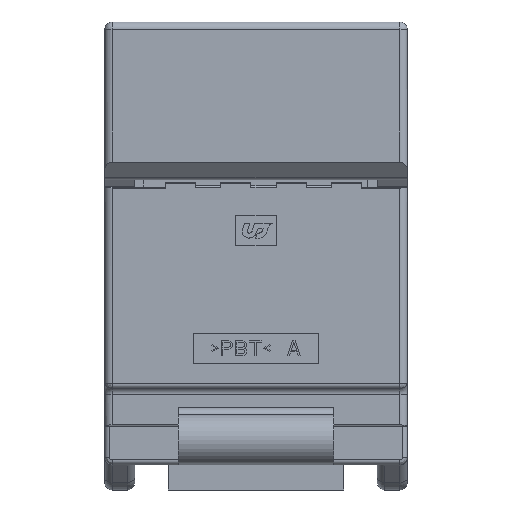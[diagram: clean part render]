
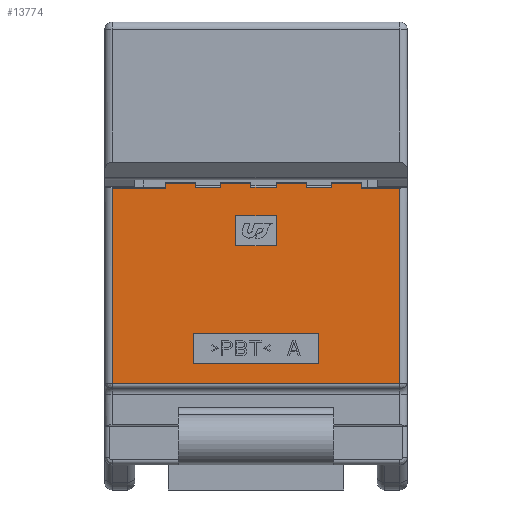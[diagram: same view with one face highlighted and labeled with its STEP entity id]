
A CAD part, front view. The second image highlights one B-rep face of the part: STEP entity #13774.
In plain terms, the highlighted planar face has unit normal (0, -1, 0).
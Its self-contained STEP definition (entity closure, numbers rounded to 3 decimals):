
#3579=DIRECTION('',(1.,0.,0.));
#3580=VECTOR('',#3579,5.);
#3581=CARTESIAN_POINT('',(-2.5,-2.15,-13.636));
#3582=LINE('',#3581,#3580);
#3583=DIRECTION('',(0.,0.,1.));
#3584=VECTOR('',#3583,1.2);
#3585=CARTESIAN_POINT('',(2.5,-2.15,-13.636));
#3586=LINE('',#3585,#3584);
#3587=DIRECTION('',(-1.,0.,0.));
#3588=VECTOR('',#3587,5.);
#3589=CARTESIAN_POINT('',(2.5,-2.15,-12.436));
#3590=LINE('',#3589,#3588);
#3591=DIRECTION('',(0.,0.,-1.));
#3592=VECTOR('',#3591,1.2);
#3593=CARTESIAN_POINT('',(-2.5,-2.15,-12.436));
#3594=LINE('',#3593,#3592);
#3595=DIRECTION('',(1.,0.,0.));
#3596=VECTOR('',#3595,1.6);
#3597=CARTESIAN_POINT('',(-0.8,-2.15,-8.936));
#3598=LINE('',#3597,#3596);
#3599=DIRECTION('',(0.,0.,1.));
#3600=VECTOR('',#3599,1.2);
#3601=CARTESIAN_POINT('',(0.8,-2.15,-8.936));
#3602=LINE('',#3601,#3600);
#3603=DIRECTION('',(-1.,0.,0.));
#3604=VECTOR('',#3603,1.6);
#3605=CARTESIAN_POINT('',(0.8,-2.15,-7.736));
#3606=LINE('',#3605,#3604);
#3607=DIRECTION('',(0.,0.,-1.));
#3608=VECTOR('',#3607,1.2);
#3609=CARTESIAN_POINT('',(-0.8,-2.15,-7.736));
#3610=LINE('',#3609,#3608);
#3987=DIRECTION('',(-1.,0.,0.));
#3988=VECTOR('',#3987,2.15);
#3989=CARTESIAN_POINT('',(-3.6,-2.15,-6.65));
#3990=LINE('',#3989,#3988);
#3991=DIRECTION('',(-1.,0.,0.));
#3992=VECTOR('',#3991,1.2);
#3993=CARTESIAN_POINT('',(-2.4,-2.15,-6.45));
#3994=LINE('',#3993,#3992);
#3995=DIRECTION('',(-1.,0.,0.));
#3996=VECTOR('',#3995,1.);
#3997=CARTESIAN_POINT('',(-1.4,-2.15,-6.6));
#3998=LINE('',#3997,#3996);
#3999=DIRECTION('',(-1.,0.,0.));
#4000=VECTOR('',#3999,1.2);
#4001=CARTESIAN_POINT('',(-0.2,-2.15,-6.45));
#4002=LINE('',#4001,#4000);
#4003=DIRECTION('',(-1.,0.,0.));
#4004=VECTOR('',#4003,1.);
#4005=CARTESIAN_POINT('',(0.8,-2.15,-6.6));
#4006=LINE('',#4005,#4004);
#4007=DIRECTION('',(-1.,0.,0.));
#4008=VECTOR('',#4007,1.2);
#4009=CARTESIAN_POINT('',(2.,-2.15,-6.45));
#4010=LINE('',#4009,#4008);
#4011=DIRECTION('',(-1.,0.,0.));
#4012=VECTOR('',#4011,1.);
#4013=CARTESIAN_POINT('',(3.,-2.15,-6.6));
#4014=LINE('',#4013,#4012);
#4015=DIRECTION('',(-1.,0.,0.));
#4016=VECTOR('',#4015,1.2);
#4017=CARTESIAN_POINT('',(4.2,-2.15,-6.45));
#4018=LINE('',#4017,#4016);
#4019=DIRECTION('',(-1.,0.,0.));
#4020=VECTOR('',#4019,1.55);
#4021=CARTESIAN_POINT('',(5.75,-2.15,-6.65));
#4022=LINE('',#4021,#4020);
#4023=DIRECTION('',(0.,0.,-1.));
#4024=VECTOR('',#4023,7.813);
#4025=CARTESIAN_POINT('',(5.75,-2.15,-6.65));
#4026=LINE('',#4025,#4024);
#4027=DIRECTION('',(1.,0.,0.));
#4028=VECTOR('',#4027,11.5);
#4029=CARTESIAN_POINT('',(-5.75,-2.15,
-14.463));
#4030=LINE('',#4029,#4028);
#4031=DIRECTION('',(0.,0.,1.));
#4032=VECTOR('',#4031,7.813);
#4033=CARTESIAN_POINT('',(-5.75,-2.15,
-14.463));
#4034=LINE('',#4033,#4032);
#5398=DIRECTION('',(0.,0.,-1.));
#5399=VECTOR('',#5398,0.2);
#5400=CARTESIAN_POINT('',(-3.6,-2.15,-6.45));
#5401=LINE('',#5400,#5399);
#5414=DIRECTION('',(0.,0.,1.));
#5415=VECTOR('',#5414,0.15);
#5416=CARTESIAN_POINT('',(-2.4,-2.15,-6.6));
#5417=LINE('',#5416,#5415);
#5488=DIRECTION('',(0.,0.,-1.));
#5489=VECTOR('',#5488,0.15);
#5490=CARTESIAN_POINT('',(-1.4,-2.15,-6.45));
#5491=LINE('',#5490,#5489);
#5504=DIRECTION('',(0.,0.,1.));
#5505=VECTOR('',#5504,0.15);
#5506=CARTESIAN_POINT('',(-0.2,-2.15,-6.6));
#5507=LINE('',#5506,#5505);
#5540=DIRECTION('',(0.,0.,-1.));
#5541=VECTOR('',#5540,0.15);
#5542=CARTESIAN_POINT('',(0.8,-2.15,-6.45));
#5543=LINE('',#5542,#5541);
#5556=DIRECTION('',(0.,0.,1.));
#5557=VECTOR('',#5556,0.15);
#5558=CARTESIAN_POINT('',(2.,-2.15,-6.6));
#5559=LINE('',#5558,#5557);
#5592=DIRECTION('',(0.,0.,-1.));
#5593=VECTOR('',#5592,0.15);
#5594=CARTESIAN_POINT('',(3.,-2.15,-6.45));
#5595=LINE('',#5594,#5593);
#5612=DIRECTION('',(0.,0.,1.));
#5613=VECTOR('',#5612,0.2);
#5614=CARTESIAN_POINT('',(4.2,-2.15,-6.65));
#5615=LINE('',#5614,#5613);
#6857=CARTESIAN_POINT('',(-5.75,-2.15,
-14.463));
#6858=CARTESIAN_POINT('',(-5.75,-2.15,-6.65));
#6859=VERTEX_POINT('',#6857);
#6860=VERTEX_POINT('',#6858);
#6861=CARTESIAN_POINT('',(5.75,-2.15,-6.65));
#6862=CARTESIAN_POINT('',(5.75,-2.15,
-14.463));
#6863=VERTEX_POINT('',#6861);
#6864=VERTEX_POINT('',#6862);
#7119=CARTESIAN_POINT('',(-2.5,-2.15,-13.636));
#7120=CARTESIAN_POINT('',(2.5,-2.15,-13.636));
#7121=VERTEX_POINT('',#7119);
#7122=VERTEX_POINT('',#7120);
#7123=CARTESIAN_POINT('',(2.5,-2.15,-12.436));
#7124=VERTEX_POINT('',#7123);
#7125=CARTESIAN_POINT('',(-2.5,-2.15,-12.436));
#7126=VERTEX_POINT('',#7125);
#7127=CARTESIAN_POINT('',(-0.8,-2.15,-8.936));
#7128=CARTESIAN_POINT('',(0.8,-2.15,-8.936));
#7129=VERTEX_POINT('',#7127);
#7130=VERTEX_POINT('',#7128);
#7131=CARTESIAN_POINT('',(0.8,-2.15,-7.736));
#7132=VERTEX_POINT('',#7131);
#7133=CARTESIAN_POINT('',(-0.8,-2.15,-7.736));
#7134=VERTEX_POINT('',#7133);
#8205=CARTESIAN_POINT('',(-3.6,-2.15,-6.65));
#8206=VERTEX_POINT('',#8205);
#8211=CARTESIAN_POINT('',(4.2,-2.15,-6.65));
#8212=VERTEX_POINT('',#8211);
#8213=CARTESIAN_POINT('',(-3.6,-2.15,-6.45));
#8215=VERTEX_POINT('',#8213);
#8219=CARTESIAN_POINT('',(-2.4,-2.15,-6.45));
#8220=VERTEX_POINT('',#8219);
#8225=CARTESIAN_POINT('',(-1.4,-2.15,-6.6));
#8226=CARTESIAN_POINT('',(-2.4,-2.15,-6.6));
#8227=VERTEX_POINT('',#8225);
#8228=VERTEX_POINT('',#8226);
#8229=CARTESIAN_POINT('',(-1.4,-2.15,-6.45));
#8231=VERTEX_POINT('',#8229);
#8235=CARTESIAN_POINT('',(-0.2,-2.15,-6.45));
#8236=VERTEX_POINT('',#8235);
#8241=CARTESIAN_POINT('',(0.8,-2.15,-6.6));
#8242=CARTESIAN_POINT('',(-0.2,-2.15,-6.6));
#8243=VERTEX_POINT('',#8241);
#8244=VERTEX_POINT('',#8242);
#8245=CARTESIAN_POINT('',(0.8,-2.15,-6.45));
#8247=VERTEX_POINT('',#8245);
#8251=CARTESIAN_POINT('',(2.,-2.15,-6.45));
#8252=VERTEX_POINT('',#8251);
#8257=CARTESIAN_POINT('',(3.,-2.15,-6.6));
#8258=CARTESIAN_POINT('',(2.,-2.15,-6.6));
#8259=VERTEX_POINT('',#8257);
#8260=VERTEX_POINT('',#8258);
#8261=CARTESIAN_POINT('',(3.,-2.15,-6.45));
#8263=VERTEX_POINT('',#8261);
#8267=CARTESIAN_POINT('',(4.2,-2.15,-6.45));
#8268=VERTEX_POINT('',#8267);
#13709=CARTESIAN_POINT('',(6.05,-2.15,-6.55));
#13710=DIRECTION('',(0.,-1.,0.));
#13711=DIRECTION('',(0.,0.,-1.));
#13712=AXIS2_PLACEMENT_3D('',#13709,#13710,#13711);
#13713=PLANE('',#13712);
#13715=ORIENTED_EDGE('',*,*,#13714,.F.);
#13717=ORIENTED_EDGE('',*,*,#13716,.F.);
#13719=ORIENTED_EDGE('',*,*,#13718,.F.);
#13721=ORIENTED_EDGE('',*,*,#13720,.F.);
#13723=ORIENTED_EDGE('',*,*,#13722,.F.);
#13725=ORIENTED_EDGE('',*,*,#13724,.F.);
#13727=ORIENTED_EDGE('',*,*,#13726,.F.);
#13729=ORIENTED_EDGE('',*,*,#13728,.F.);
#13731=ORIENTED_EDGE('',*,*,#13730,.F.);
#13733=ORIENTED_EDGE('',*,*,#13732,.F.);
#13735=ORIENTED_EDGE('',*,*,#13734,.F.);
#13737=ORIENTED_EDGE('',*,*,#13736,.F.);
#13739=ORIENTED_EDGE('',*,*,#13738,.F.);
#13741=ORIENTED_EDGE('',*,*,#13740,.F.);
#13743=ORIENTED_EDGE('',*,*,#13742,.F.);
#13745=ORIENTED_EDGE('',*,*,#13744,.F.);
#13746=ORIENTED_EDGE('',*,*,#13458,.F.);
#13747=ORIENTED_EDGE('',*,*,#13446,.T.);
#13749=ORIENTED_EDGE('',*,*,#13748,.F.);
#13751=ORIENTED_EDGE('',*,*,#13750,.T.);
#13752=EDGE_LOOP('',(#13715,#13717,#13719,#13721,#13723,#13725,#13727,#13729,
#13731,#13733,#13735,#13737,#13739,#13741,#13743,#13745,#13746,#13747,#13749,
#13751));
#13753=FACE_OUTER_BOUND('',#13752,.F.);
#13755=ORIENTED_EDGE('',*,*,#13754,.T.);
#13757=ORIENTED_EDGE('',*,*,#13756,.T.);
#13759=ORIENTED_EDGE('',*,*,#13758,.T.);
#13761=ORIENTED_EDGE('',*,*,#13760,.T.);
#13762=EDGE_LOOP('',(#13755,#13757,#13759,#13761));
#13763=FACE_BOUND('',#13762,.F.);
#13765=ORIENTED_EDGE('',*,*,#13764,.T.);
#13767=ORIENTED_EDGE('',*,*,#13766,.T.);
#13769=ORIENTED_EDGE('',*,*,#13768,.T.);
#13771=ORIENTED_EDGE('',*,*,#13770,.T.);
#13772=EDGE_LOOP('',(#13765,#13767,#13769,#13771));
#13773=FACE_BOUND('',#13772,.F.);
#13774=ADVANCED_FACE('',(#13753,#13763,#13773),#13713,.T.);
#13446=EDGE_CURVE('',#6863,#6864,#4026,.T.);
#13458=EDGE_CURVE('',#6863,#8212,#4022,.T.);
#13714=EDGE_CURVE('',#8206,#6860,#3990,.T.);
#13716=EDGE_CURVE('',#8215,#8206,#5401,.T.);
#13718=EDGE_CURVE('',#8220,#8215,#3994,.T.);
#13720=EDGE_CURVE('',#8228,#8220,#5417,.T.);
#13722=EDGE_CURVE('',#8227,#8228,#3998,.T.);
#13724=EDGE_CURVE('',#8231,#8227,#5491,.T.);
#13726=EDGE_CURVE('',#8236,#8231,#4002,.T.);
#13728=EDGE_CURVE('',#8244,#8236,#5507,.T.);
#13730=EDGE_CURVE('',#8243,#8244,#4006,.T.);
#13732=EDGE_CURVE('',#8247,#8243,#5543,.T.);
#13734=EDGE_CURVE('',#8252,#8247,#4010,.T.);
#13736=EDGE_CURVE('',#8260,#8252,#5559,.T.);
#13738=EDGE_CURVE('',#8259,#8260,#4014,.T.);
#13740=EDGE_CURVE('',#8263,#8259,#5595,.T.);
#13742=EDGE_CURVE('',#8268,#8263,#4018,.T.);
#13744=EDGE_CURVE('',#8212,#8268,#5615,.T.);
#13748=EDGE_CURVE('',#6859,#6864,#4030,.T.);
#13750=EDGE_CURVE('',#6859,#6860,#4034,.T.);
#13754=EDGE_CURVE('',#7121,#7122,#3582,.T.);
#13756=EDGE_CURVE('',#7122,#7124,#3586,.T.);
#13758=EDGE_CURVE('',#7124,#7126,#3590,.T.);
#13760=EDGE_CURVE('',#7126,#7121,#3594,.T.);
#13764=EDGE_CURVE('',#7129,#7130,#3598,.T.);
#13766=EDGE_CURVE('',#7130,#7132,#3602,.T.);
#13768=EDGE_CURVE('',#7132,#7134,#3606,.T.);
#13770=EDGE_CURVE('',#7134,#7129,#3610,.T.);
